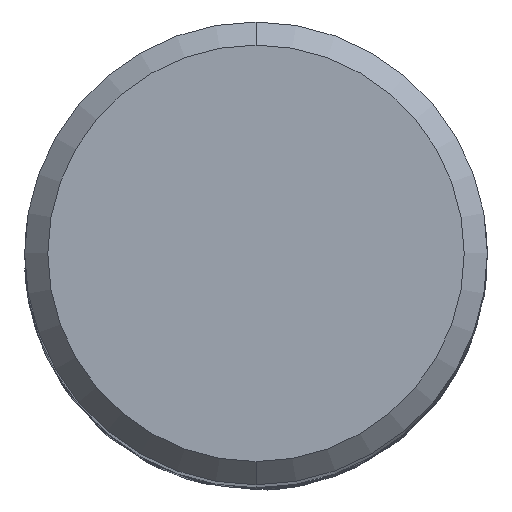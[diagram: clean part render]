
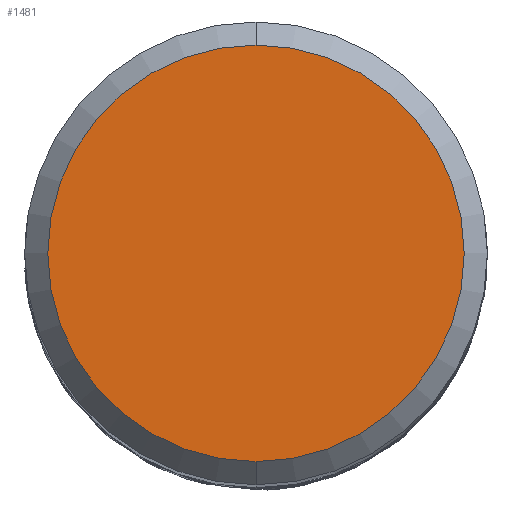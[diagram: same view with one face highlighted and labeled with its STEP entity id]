
A CAD part, top view. The second image highlights one B-rep face of the part: STEP entity #1481.
In plain terms, the highlighted planar face has unit normal (0, 0, 1).
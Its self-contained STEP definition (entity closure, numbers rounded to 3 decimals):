
#653=EDGE_CURVE('',#1685,#1431,#1833,.T.);
#973=EDGE_CURVE('',#1431,#1685,#2189,.T.);
#1431=VERTEX_POINT('',#2682);
#1481=ADVANCED_FACE('',(#2735),#2736,.T.);
#1685=VERTEX_POINT('',#2961);
#1833=CIRCLE('',#3679,7.2);
#2189=CIRCLE('',#9049,7.2);
#2682=CARTESIAN_POINT('',(0.0,7.2,0.0));
#2735=FACE_OUTER_BOUND('',#14274,.T.);
#2736=PLANE('',#14275);
#2961=CARTESIAN_POINT('',(0.,-7.2,0.0));
#3679=AXIS2_PLACEMENT_3D('',#18106,#18107,#18108);
#9049=AXIS2_PLACEMENT_3D('',#18455,#18456,#18457);
#14274=EDGE_LOOP('',(#18939,#18940));
#14275=AXIS2_PLACEMENT_3D('',#18941,#18942,#18943);
#18106=CARTESIAN_POINT('',(0.0,0.0,0.0));
#18107=DIRECTION('',(0.0,0.0,-1.0));
#18108=DIRECTION('',(0.0,1.0,0.0));
#18455=CARTESIAN_POINT('',(0.0,0.0,0.0));
#18456=DIRECTION('',(0.0,0.0,-1.0));
#18457=DIRECTION('',(0.0,1.0,0.0));
#18939=ORIENTED_EDGE('',*,*,#973,.F.);
#18940=ORIENTED_EDGE('',*,*,#653,.F.);
#18941=CARTESIAN_POINT('',(0.0,3.6,0.0));
#18942=DIRECTION('',(-0.0,0.0,1.0));
#18943=DIRECTION('',(0.0,-1.0,0.0));
